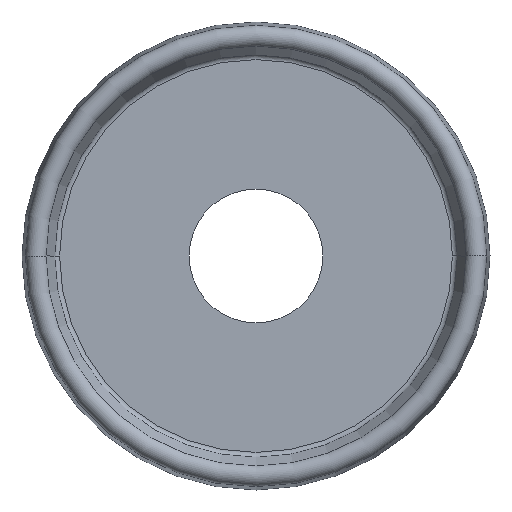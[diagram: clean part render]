
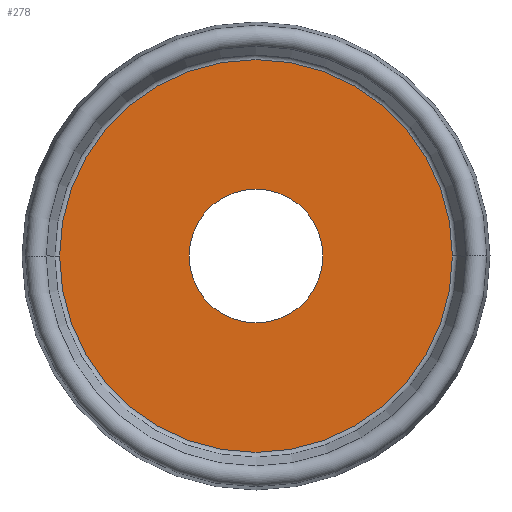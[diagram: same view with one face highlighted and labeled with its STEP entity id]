
A CAD part, left-side view. The second image highlights one B-rep face of the part: STEP entity #278.
In plain terms, the highlighted planar face has unit normal (-1, 0, 0).
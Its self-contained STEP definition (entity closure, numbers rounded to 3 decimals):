
#7 = VERTEX_POINT ( 'NONE', #548 ) ;
#8 = EDGE_CURVE ( 'NONE', #7, #174, #513, .T. ) ;
#37 = PLANE ( 'NONE',  #178 ) ;
#79 = AXIS2_PLACEMENT_3D ( 'NONE', #235, #108, #550 ) ;
#90 = VERTEX_POINT ( 'NONE', #432 ) ;
#94 = DIRECTION ( 'NONE',  ( 0., -1., 0. ) ) ;
#108 = DIRECTION ( 'NONE',  ( 1., 0., 0. ) ) ;
#133 = CIRCLE ( 'NONE', #437, 3.1 ) ;
#142 = AXIS2_PLACEMENT_3D ( 'NONE', #236, #418, #414 ) ;
#174 = VERTEX_POINT ( 'NONE', #561 ) ;
#178 = AXIS2_PLACEMENT_3D ( 'NONE', #572, #307, #94 ) ;
#180 = CARTESIAN_POINT ( 'NONE',  ( -0.9, 9.097, 0. ) ) ;
#184 = EDGE_CURVE ( 'NONE', #216, #90, #487, .T. ) ;
#216 = VERTEX_POINT ( 'NONE', #180 ) ;
#230 = AXIS2_PLACEMENT_3D ( 'NONE', #354, #539, #566 ) ;
#235 = CARTESIAN_POINT ( 'NONE',  ( -0.9, 0., 0. ) ) ;
#236 = CARTESIAN_POINT ( 'NONE',  ( -0.9, 0., 0. ) ) ;
#241 = CARTESIAN_POINT ( 'NONE',  ( -0.9, 0., 0. ) ) ;
#278 = ADVANCED_FACE ( 'NONE', ( #403, #536 ), #37, .T. ) ;
#290 = ORIENTED_EDGE ( 'NONE', *, *, #336, .T. ) ;
#298 = ORIENTED_EDGE ( 'NONE', *, *, #441, .F. ) ;
#303 = CIRCLE ( 'NONE', #142, 9.097 ) ;
#307 = DIRECTION ( 'NONE',  ( -1., 0., 0. ) ) ;
#319 = ORIENTED_EDGE ( 'NONE', *, *, #8, .T. ) ;
#336 = EDGE_CURVE ( 'NONE', #174, #7, #133, .T. ) ;
#354 = CARTESIAN_POINT ( 'NONE',  ( -0.9, 0., 0. ) ) ;
#364 = DIRECTION ( 'NONE',  ( 0., 1., 0. ) ) ;
#371 = ORIENTED_EDGE ( 'NONE', *, *, #184, .F. ) ;
#390 = EDGE_LOOP ( 'NONE', ( #371, #298 ) ) ;
#403 = FACE_BOUND ( 'NONE', #460, .T. ) ;
#414 = DIRECTION ( 'NONE',  ( 0., 1., 0. ) ) ;
#418 = DIRECTION ( 'NONE',  ( 1., 0., 0. ) ) ;
#432 = CARTESIAN_POINT ( 'NONE',  ( -0.9, -9.097, 0. ) ) ;
#437 = AXIS2_PLACEMENT_3D ( 'NONE', #241, #503, #364 ) ;
#441 = EDGE_CURVE ( 'NONE', #90, #216, #303, .T. ) ;
#460 = EDGE_LOOP ( 'NONE', ( #319, #290 ) ) ;
#487 = CIRCLE ( 'NONE', #230, 9.097 ) ;
#503 = DIRECTION ( 'NONE',  ( 1., 0., 0. ) ) ;
#513 = CIRCLE ( 'NONE', #79, 3.1 ) ;
#536 = FACE_OUTER_BOUND ( 'NONE', #390, .T. ) ;
#539 = DIRECTION ( 'NONE',  ( 1., 0., 0. ) ) ;
#548 = CARTESIAN_POINT ( 'NONE',  ( -0.9, 3.1, 0. ) ) ;
#550 = DIRECTION ( 'NONE',  ( 0., 1., 0. ) ) ;
#561 = CARTESIAN_POINT ( 'NONE',  ( -0.9, -3.1, 0. ) ) ;
#566 = DIRECTION ( 'NONE',  ( 0., 1., 0. ) ) ;
#572 = CARTESIAN_POINT ( 'NONE',  ( -0.9, 3.1, 0. ) ) ;
